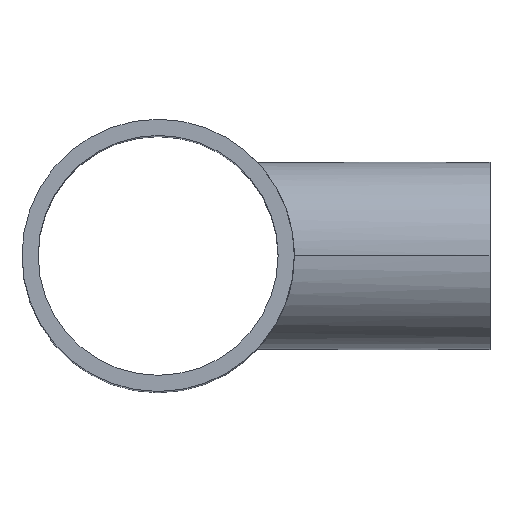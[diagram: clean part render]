
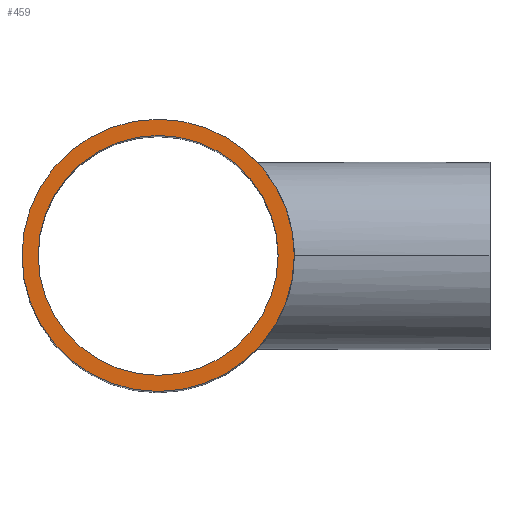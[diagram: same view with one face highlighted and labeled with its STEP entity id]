
A CAD part, top view. The second image highlights one B-rep face of the part: STEP entity #459.
In plain terms, the highlighted planar face has unit normal (0, 0, 1).
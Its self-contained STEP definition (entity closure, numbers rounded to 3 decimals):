
#27 = DIRECTION ( 'NONE',  ( 1., 0., 0. ) ) ;
#45 = EDGE_LOOP ( 'NONE', ( #690, #654 ) ) ;
#71 = CARTESIAN_POINT ( 'NONE',  ( 70.5, 0., 208.5 ) ) ;
#77 = DIRECTION ( 'NONE',  ( 0., 0., 1. ) ) ;
#94 = ORIENTED_EDGE ( 'NONE', *, *, #444, .F. ) ;
#100 = ORIENTED_EDGE ( 'NONE', *, *, #391, .F. ) ;
#122 = CARTESIAN_POINT ( 'NONE',  ( -80., 0., 208.5 ) ) ;
#169 = AXIS2_PLACEMENT_3D ( 'NONE', #509, #392, #27 ) ;
#172 = DIRECTION ( 'NONE',  ( 1., 0., 0. ) ) ;
#175 = DIRECTION ( 'NONE',  ( 0., 0., 1. ) ) ;
#210 = DIRECTION ( 'NONE',  ( 1., 0., 0. ) ) ;
#215 = VERTEX_POINT ( 'NONE', #545 ) ;
#234 = DIRECTION ( 'NONE',  ( 1., 0., 0. ) ) ;
#238 = CIRCLE ( 'NONE', #541, 70.5 ) ;
#272 = AXIS2_PLACEMENT_3D ( 'NONE', #678, #77, #210 ) ;
#273 = VERTEX_POINT ( 'NONE', #430 ) ;
#293 = DIRECTION ( 'NONE',  ( 0., 0., 1. ) ) ;
#315 = AXIS2_PLACEMENT_3D ( 'NONE', #503, #293, #172 ) ;
#372 = EDGE_CURVE ( 'NONE', #538, #215, #508, .T. ) ;
#386 = CARTESIAN_POINT ( 'NONE',  ( 0., 0., 208.5 ) ) ;
#388 = DIRECTION ( 'NONE',  ( 1., 0., 0. ) ) ;
#391 = EDGE_CURVE ( 'NONE', #273, #428, #238, .T. ) ;
#392 = DIRECTION ( 'NONE',  ( 0., 0., 1. ) ) ;
#428 = VERTEX_POINT ( 'NONE', #71 ) ;
#430 = CARTESIAN_POINT ( 'NONE',  ( -70.5, 0., 208.5 ) ) ;
#444 = EDGE_CURVE ( 'NONE', #428, #273, #686, .T. ) ;
#452 = FACE_BOUND ( 'NONE', #657, .T. ) ;
#459 = ADVANCED_FACE ( 'NONE', ( #613, #452 ), #497, .T. ) ;
#486 = CIRCLE ( 'NONE', #272, 80. ) ;
#497 = PLANE ( 'NONE',  #315 ) ;
#503 = CARTESIAN_POINT ( 'NONE',  ( 0., 0., 208.5 ) ) ;
#508 = CIRCLE ( 'NONE', #575, 80. ) ;
#509 = CARTESIAN_POINT ( 'NONE',  ( 0., 0., 208.5 ) ) ;
#538 = VERTEX_POINT ( 'NONE', #122 ) ;
#541 = AXIS2_PLACEMENT_3D ( 'NONE', #386, #175, #388 ) ;
#545 = CARTESIAN_POINT ( 'NONE',  ( 80., 0., 208.5 ) ) ;
#575 = AXIS2_PLACEMENT_3D ( 'NONE', #669, #666, #234 ) ;
#606 = EDGE_CURVE ( 'NONE', #215, #538, #486, .T. ) ;
#613 = FACE_OUTER_BOUND ( 'NONE', #45, .T. ) ;
#654 = ORIENTED_EDGE ( 'NONE', *, *, #606, .T. ) ;
#657 = EDGE_LOOP ( 'NONE', ( #100, #94 ) ) ;
#666 = DIRECTION ( 'NONE',  ( 0., 0., 1. ) ) ;
#669 = CARTESIAN_POINT ( 'NONE',  ( 0., 0., 208.5 ) ) ;
#678 = CARTESIAN_POINT ( 'NONE',  ( 0., 0., 208.5 ) ) ;
#686 = CIRCLE ( 'NONE', #169, 70.5 ) ;
#690 = ORIENTED_EDGE ( 'NONE', *, *, #372, .T. ) ;
